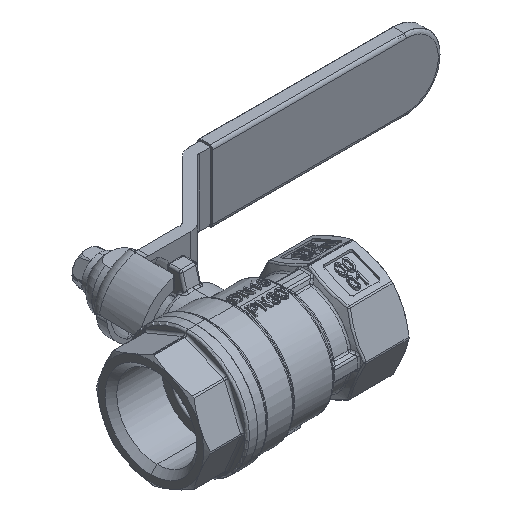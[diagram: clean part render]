
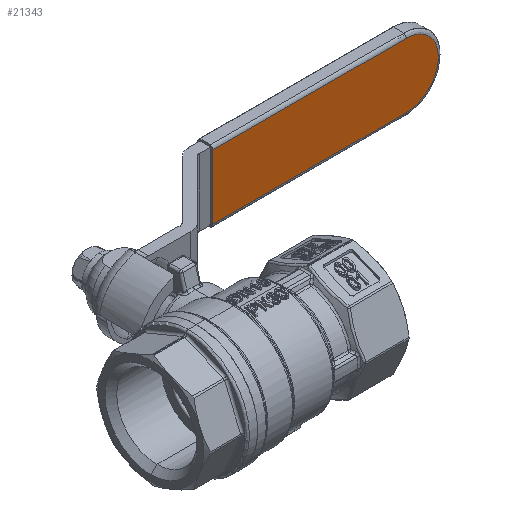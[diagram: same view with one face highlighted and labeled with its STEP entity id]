
A CAD part, isometric view. The second image highlights one B-rep face of the part: STEP entity #21343.
In plain terms, the highlighted planar face has unit normal (0, -1, 0).
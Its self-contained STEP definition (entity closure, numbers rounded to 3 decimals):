
#512 = CARTESIAN_POINT ( 'NONE',  ( 61.699, 40.8, 7.634 ) ) ;
#574 = CARTESIAN_POINT ( 'NONE',  ( 77., 40.8, 0. ) ) ;
#925 = CARTESIAN_POINT ( 'NONE',  ( 81.691, 40.8, 6.105 ) ) ;
#7836 = CARTESIAN_POINT ( 'NONE',  ( 77., 40.8, -7.634 ) ) ;
#7988 = CARTESIAN_POINT ( 'NONE',  ( 78.998, 40.8, 7.435 ) ) ;
#8293 = CARTESIAN_POINT ( 'NONE',  ( 77., 40.8, 7.634 ) ) ;
#8859 = ORIENTED_EDGE ( 'NONE', *, *, #29477, .T. ) ;
#9502 = AXIS2_PLACEMENT_3D ( 'NONE', #574, #40180, #40335 ) ;
#10876 = CARTESIAN_POINT ( 'NONE',  ( 31.096, 40.8, 7.634 ) ) ;
#11735 = CARTESIAN_POINT ( 'NONE',  ( 83.67, 40.8, 3.845 ) ) ;
#12009 = CARTESIAN_POINT ( 'NONE',  ( 61.699, 40.8, -7.634 ) ) ;
#12370 = CARTESIAN_POINT ( 'NONE',  ( 78.998, 40.8, -7.435 ) ) ;
#15362 = CARTESIAN_POINT ( 'NONE',  ( 84.634, 40.8, 0.999 ) ) ;
#16746 = ORIENTED_EDGE ( 'NONE', *, *, #17217, .F. ) ;
#17217 = EDGE_CURVE ( 'NONE', #36985, #42623, #21690, .T. ) ;
#17690 = CARTESIAN_POINT ( 'NONE',  ( 31.096, 40.8, -7.634 ) ) ;
#18992 = CARTESIAN_POINT ( 'NONE',  ( 83.67, 40.8, -3.845 ) ) ;
#18993 = ORIENTED_EDGE ( 'NONE', *, *, #39074, .F. ) ;
#19598 = CARTESIAN_POINT ( 'NONE',  ( 31.096, 40.8, 7.634 ) ) ;
#19602 = CARTESIAN_POINT ( 'NONE',  ( 77., 40.8, -7.634 ) ) ;
#20318 = B_SPLINE_CURVE_WITH_KNOTS ( 'NONE', 3,
 ( #10876, #36182, #512, #39810 ),
 .UNSPECIFIED., .F., .F.,
 ( 4, 4 ),
 ( 0., 1. ),
 .UNSPECIFIED. ) ;
#21343 = ADVANCED_FACE ( 'NONE', ( #33128 ), #36396, .T. ) ;
#21690 = B_SPLINE_CURVE_WITH_KNOTS ( 'NONE', 3,
 ( #8293, #37214, #7988, #33112, #925, #29661, #11735, #36905, #15362, #40537, #40686, #18992, #44134, #37993, #27134, #12370, #41153, #19602 ),
 .UNSPECIFIED., .F., .F.,
 ( 4, 2, 2, 2, 2, 2, 2, 2, 4 ),
 ( 0., 0.125, 0.25, 0.375, 0.5, 0.625, 0.75, 0.875, 1. ),
 .UNSPECIFIED. ) ;
#21994 = EDGE_LOOP ( 'NONE', ( #16746, #18993, #8859, #22975 ) ) ;
#22421 = CARTESIAN_POINT ( 'NONE',  ( 31.096, 40.8, -7.634 ) ) ;
#22934 = B_SPLINE_CURVE_WITH_KNOTS ( 'NONE', 3,
 ( #19598, #37517, #40990, #34045 ),
 .UNSPECIFIED., .F., .F.,
 ( 4, 4 ),
 ( 0., 1. ),
 .UNSPECIFIED. ) ;
#22975 = ORIENTED_EDGE ( 'NONE', *, *, #31317, .F. ) ;
#23004 = CARTESIAN_POINT ( 'NONE',  ( 31.096, 40.8, 7.634 ) ) ;
#27134 = CARTESIAN_POINT ( 'NONE',  ( 80.845, 40.8, -6.67 ) ) ;
#29477 = EDGE_CURVE ( 'NONE', #30971, #31569, #22934, .T. ) ;
#29661 = CARTESIAN_POINT ( 'NONE',  ( 83.105, 40.8, 4.691 ) ) ;
#29933 = CARTESIAN_POINT ( 'NONE',  ( 77., 40.8, -7.634 ) ) ;
#30971 = VERTEX_POINT ( 'NONE', #23004 ) ;
#31317 = EDGE_CURVE ( 'NONE', #42623, #31569, #39883, .T. ) ;
#31569 = VERTEX_POINT ( 'NONE', #17690 ) ;
#32521 = CARTESIAN_POINT ( 'NONE',  ( 77., 40.8, 7.634 ) ) ;
#33112 = CARTESIAN_POINT ( 'NONE',  ( 80.845, 40.8, 6.67 ) ) ;
#33128 = FACE_OUTER_BOUND ( 'NONE', #21994, .T. ) ;
#34045 = CARTESIAN_POINT ( 'NONE',  ( 31.096, 40.8, -7.634 ) ) ;
#36182 = CARTESIAN_POINT ( 'NONE',  ( 46.397, 40.8, 7.634 ) ) ;
#36396 = PLANE ( 'NONE',  #9502 ) ;
#36905 = CARTESIAN_POINT ( 'NONE',  ( 84.435, 40.8, 1.998 ) ) ;
#36985 = VERTEX_POINT ( 'NONE', #32521 ) ;
#37214 = CARTESIAN_POINT ( 'NONE',  ( 77.999, 40.8, 7.634 ) ) ;
#37517 = CARTESIAN_POINT ( 'NONE',  ( 31.096, 40.8, 2.545 ) ) ;
#37993 = CARTESIAN_POINT ( 'NONE',  ( 81.691, 40.8, -6.105 ) ) ;
#39074 = EDGE_CURVE ( 'NONE', #30971, #36985, #20318, .T. ) ;
#39810 = CARTESIAN_POINT ( 'NONE',  ( 77., 40.8, 7.634 ) ) ;
#39883 = B_SPLINE_CURVE_WITH_KNOTS ( 'NONE', 3,
 ( #29933, #12009, #43940, #22421 ),
 .UNSPECIFIED., .F., .F.,
 ( 4, 4 ),
 ( 0., 1. ),
 .UNSPECIFIED. ) ;
#40180 = DIRECTION ( 'NONE',  ( 0., -1., 0. ) ) ;
#40335 = DIRECTION ( 'NONE',  ( -1., 0., 0. ) ) ;
#40537 = CARTESIAN_POINT ( 'NONE',  ( 84.634, 40.8, -0.999 ) ) ;
#40686 = CARTESIAN_POINT ( 'NONE',  ( 84.435, 40.8, -1.998 ) ) ;
#40990 = CARTESIAN_POINT ( 'NONE',  ( 31.096, 40.8, -2.545 ) ) ;
#41153 = CARTESIAN_POINT ( 'NONE',  ( 77.999, 40.8, -7.634 ) ) ;
#42623 = VERTEX_POINT ( 'NONE', #7836 ) ;
#43940 = CARTESIAN_POINT ( 'NONE',  ( 46.397, 40.8, -7.634 ) ) ;
#44134 = CARTESIAN_POINT ( 'NONE',  ( 83.105, 40.8, -4.691 ) ) ;
